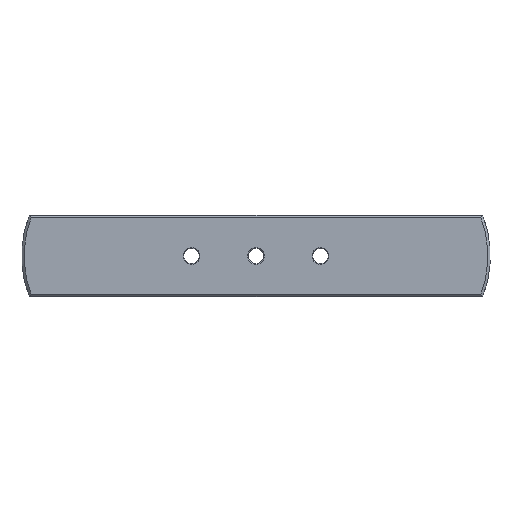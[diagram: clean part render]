
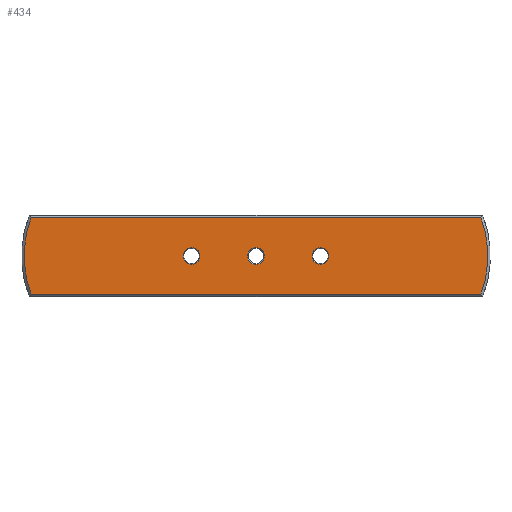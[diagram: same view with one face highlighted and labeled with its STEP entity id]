
A CAD part, top view. The second image highlights one B-rep face of the part: STEP entity #434.
In plain terms, the highlighted planar face has unit normal (0, 0, 1).
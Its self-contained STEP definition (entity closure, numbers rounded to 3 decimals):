
#418=EDGE_CURVE('NONE',#1016,#596,#1111,.T.);
#434=ADVANCED_FACE('NONE',(#1129,#1130,#1131,#1132),#1133,.F.);
#460=VERTEX_POINT('NONE',#1164);
#470=EDGE_CURVE('NONE',#1004,#752,#1174,.T.);
#514=VERTEX_POINT('NONE',#1221);
#578=EDGE_CURVE('NONE',#596,#888,#1294,.T.);
#584=EDGE_CURVE('NONE',#624,#460,#1301,.T.);
#596=VERTEX_POINT('NONE',#1314);
#624=VERTEX_POINT('NONE',#1344);
#644=EDGE_CURVE('NONE',#460,#624,#1366,.T.);
#688=EDGE_CURVE('NONE',#980,#912,#1419,.T.);
#714=EDGE_CURVE('NONE',#888,#514,#1447,.T.);
#724=EDGE_CURVE('NONE',#752,#1004,#1458,.T.);
#726=EDGE_CURVE('NONE',#514,#1016,#1460,.T.);
#752=VERTEX_POINT('NONE',#1488);
#888=VERTEX_POINT('NONE',#1639);
#912=VERTEX_POINT('NONE',#1664);
#980=VERTEX_POINT('NONE',#1742);
#1004=VERTEX_POINT('NONE',#1767);
#1008=EDGE_CURVE('NONE',#912,#980,#1771,.T.);
#1016=VERTEX_POINT('NONE',#1780);
#1111=LINE('',#1916,#1917);
#1129=FACE_OUTER_BOUND('',#1951,.T.);
#1130=FACE_BOUND('',#1952,.T.);
#1131=FACE_BOUND('',#1953,.T.);
#1132=FACE_BOUND('',#1954,.T.);
#1133=PLANE('',#1955);
#1164=CARTESIAN_POINT('',(-54.0,-7.,0.0));
#1174=CIRCLE('',#2007,7.0);
#1221=CARTESIAN_POINT('',(188.584,-32.0,0.0));
#1294=CIRCLE('',#2202,89.5);
#1301=CIRCLE('',#2211,7.0);
#1314=CARTESIAN_POINT('',(-188.584,32.0,0.0));
#1344=CARTESIAN_POINT('',(-54.0,7.,0.0));
#1366=CIRCLE('',#2307,7.0);
#1419=CIRCLE('',#2380,7.0);
#1447=LINE('',#2418,#2419);
#1458=CIRCLE('',#2446,7.0);
#1460=CIRCLE('',#2449,89.5);
#1488=CARTESIAN_POINT('',(54.0,7.0,0.0));
#1639=CARTESIAN_POINT('',(-188.584,-32.0,0.0));
#1664=CARTESIAN_POINT('',(0.,-7.0,0.0));
#1742=CARTESIAN_POINT('',(0.0,7.0,0.0));
#1767=CARTESIAN_POINT('',(54.0,-7.0,0.0));
#1771=CIRCLE('',#3020,7.0);
#1780=CARTESIAN_POINT('',(188.584,32.0,0.0));
#1916=CARTESIAN_POINT('',(196.5,32.0,0.0));
#1917=VECTOR('',#3115,1000.0);
#1951=EDGE_LOOP('',(#3138,#3139,#3140,#3141));
#1952=EDGE_LOOP('',(#3142,#3143));
#1953=EDGE_LOOP('',(#3144,#3145));
#1954=EDGE_LOOP('',(#3146,#3147));
#1955=AXIS2_PLACEMENT_3D('',#3148,#3149,#3150);
#2007=AXIS2_PLACEMENT_3D('',#3199,#3200,#3201);
#2202=AXIS2_PLACEMENT_3D('',#3352,#3353,#3354);
#2211=AXIS2_PLACEMENT_3D('',#3366,#3367,#3368);
#2307=AXIS2_PLACEMENT_3D('',#3426,#3427,#3428);
#2380=AXIS2_PLACEMENT_3D('',#3510,#3511,#3512);
#2418=CARTESIAN_POINT('',(189.949,-32.0,0.0));
#2419=VECTOR('',#3541,1000.0);
#2446=AXIS2_PLACEMENT_3D('',#3552,#3553,#3554);
#2449=AXIS2_PLACEMENT_3D('',#3555,#3556,#3557);
#3020=AXIS2_PLACEMENT_3D('',#3873,#3874,#3875);
#3115=DIRECTION('',(-1.0,0.0,0.0));
#3138=ORIENTED_EDGE('',*,*,#714,.T.);
#3139=ORIENTED_EDGE('',*,*,#726,.T.);
#3140=ORIENTED_EDGE('',*,*,#418,.T.);
#3141=ORIENTED_EDGE('',*,*,#578,.T.);
#3142=ORIENTED_EDGE('',*,*,#724,.T.);
#3143=ORIENTED_EDGE('',*,*,#470,.T.);
#3144=ORIENTED_EDGE('',*,*,#584,.T.);
#3145=ORIENTED_EDGE('',*,*,#644,.T.);
#3146=ORIENTED_EDGE('',*,*,#688,.T.);
#3147=ORIENTED_EDGE('',*,*,#1008,.T.);
#3148=CARTESIAN_POINT('',(196.5,34.0,0.0));
#3149=DIRECTION('',(0.0,0.0,-1.0));
#3150=DIRECTION('',(-1.0,0.0,0.0));
#3199=CARTESIAN_POINT('',(54.0,0.0,0.0));
#3200=DIRECTION('',(0.0,0.0,-1.0));
#3201=DIRECTION('',(0.0,-1.0,0.0));
#3352=CARTESIAN_POINT('',(-105.0,0.0,0.0));
#3353=DIRECTION('',(0.0,0.0,1.0));
#3354=DIRECTION('',(0.,-1.0,-0.0));
#3366=CARTESIAN_POINT('',(-54.0,0.,0.0));
#3367=DIRECTION('',(0.0,0.0,-1.0));
#3368=DIRECTION('',(0.0,-1.0,0.0));
#3426=CARTESIAN_POINT('',(-54.0,0.,0.0));
#3427=DIRECTION('',(0.0,0.0,-1.0));
#3428=DIRECTION('',(0.0,-1.0,0.0));
#3510=CARTESIAN_POINT('',(0.0,0.0,0.0));
#3511=DIRECTION('',(0.0,0.0,-1.0));
#3512=DIRECTION('',(0.0,-1.0,0.0));
#3541=DIRECTION('',(1.0,0.0,0.0));
#3552=CARTESIAN_POINT('',(54.0,0.0,0.0));
#3553=DIRECTION('',(0.0,0.0,-1.0));
#3554=DIRECTION('',(0.0,-1.0,0.0));
#3555=CARTESIAN_POINT('',(105.0,0.0,0.0));
#3556=DIRECTION('',(0.0,0.0,1.0));
#3557=DIRECTION('',(0.,-1.0,0.0));
#3873=CARTESIAN_POINT('',(0.0,0.0,0.0));
#3874=DIRECTION('',(0.0,0.0,-1.0));
#3875=DIRECTION('',(0.0,-1.0,0.0));
